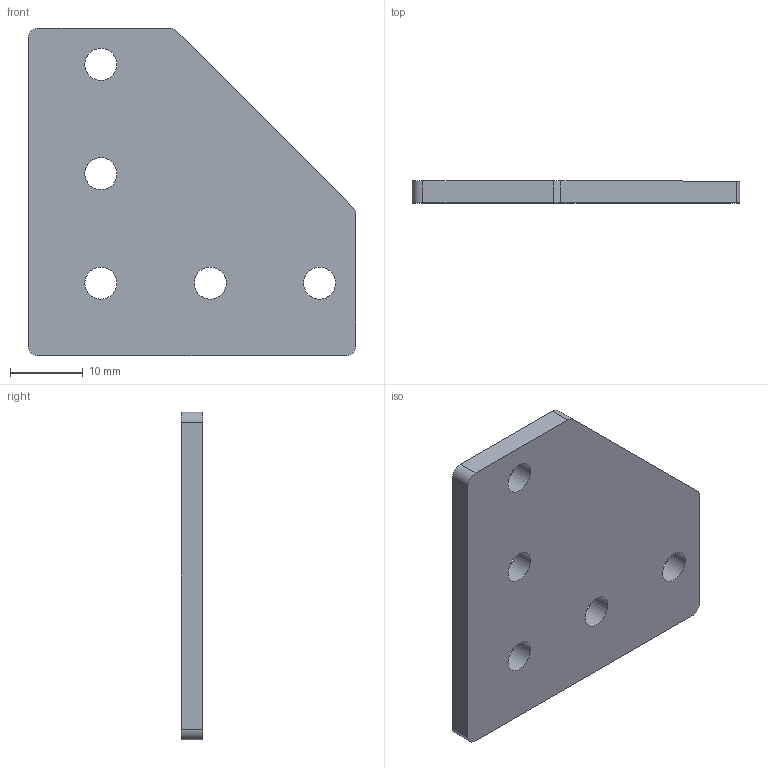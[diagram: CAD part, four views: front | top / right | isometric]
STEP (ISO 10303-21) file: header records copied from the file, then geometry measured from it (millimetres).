
FILE_DESCRIPTION(('FreeCAD Model'),'2;1');
FILE_NAME('Frame_Corner_Bracket.step','2018-09-09T11:31:27',('Author'),(''), 'Open CASCADE STEP processor 6.8','FreeCAD','Unknown');
FILE_SCHEMA(('AUTOMOTIVE_DESIGN_CC2 { 1 2 10303 214 -1 1 5 4 }'));
Length unit declared in the file: millimetre
Products named in the file (2): ASSEMBLY; Corner_Bracket
Assembly tree (1 placements, depth 2):
  ASSEMBLY
    Corner_Bracket
Bounding box: 45 x 3 x 45 mm (x, y, z)
Volume: 4904.8 mm3; surface area: 3967.1 mm2
Topology: 1 solids, 1 shells, 17 faces, 45 edges, 30 vertices
Faces by surface type: cylinder 10, plane 7
Full cylindrical faces by diameter (mm): 4.4 x5
Entity records: 1201 total; most frequent: CARTESIAN_POINT 220, DIRECTION 187, LINE 95, VECTOR 95, ORIENTED_EDGE 90, PCURVE 90, DEFINITIONAL_REPRESENTATION 90, EDGE_CURVE 45
